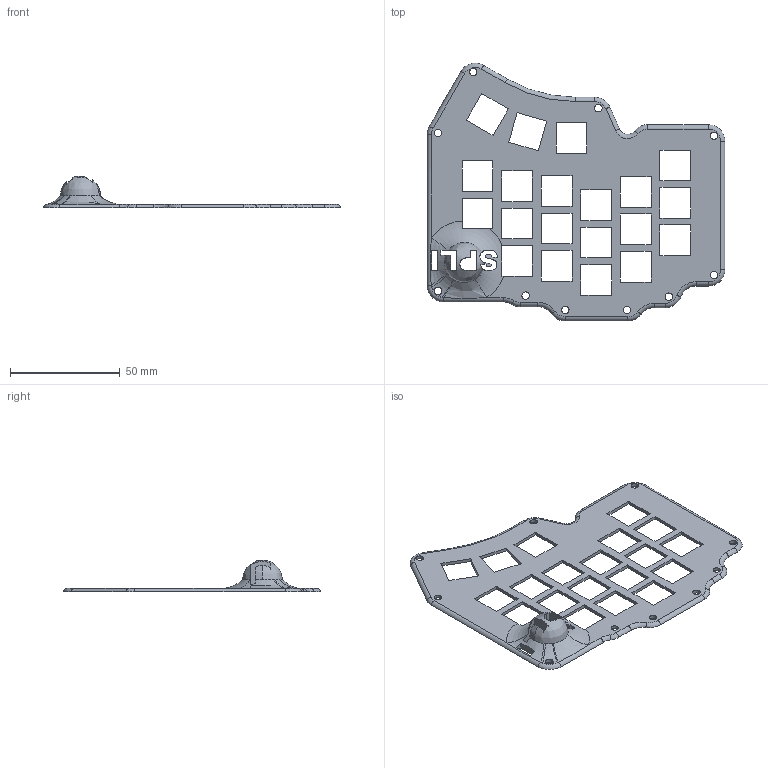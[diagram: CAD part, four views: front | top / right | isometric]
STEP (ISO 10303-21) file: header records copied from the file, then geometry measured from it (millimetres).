
FILE_DESCRIPTION(/* description */ (''),/* implementation_level */ '2;1');
FILE_NAME(/* name */ 'Upper Left.step',/* time_stamp */ '2026-01-09T23:21:34+05:30',/* author */ (''),/* organization */ (''),/* preprocessor_version */ 'ST-DEVELOPER v20.1',/* originating_system */ 'Autodesk Translation Framework v14.21.0.0',/* authorisation */ '');
FILE_SCHEMA (('AUTOMOTIVE_DESIGN { 1 0 10303 214 3 1 1 }'));
Length unit declared in the file: millimetre
Products named in the file (1): 2026-01-07-16-45-04-663
Bounding box: 135.37 x 117.18 x 14.33 mm (x, y, z)
Volume: 14544.8 mm3; surface area: 20131.7 mm2
Topology: 1 solids, 1 shells, 179 faces, 543 edges, 360 vertices
Faces by surface type: plane 100, bspline 37, cylinder 22, torus 20
Full cylindrical faces by diameter (mm): 3.4 x10
Entity records: 7272 total; most frequent: CARTESIAN_POINT 2450, ORIENTED_EDGE 1086, DIRECTION 832, EDGE_CURVE 543, VERTEX_POINT 360, LINE 338, VECTOR 338, AXIS2_PLACEMENT_3D 247
